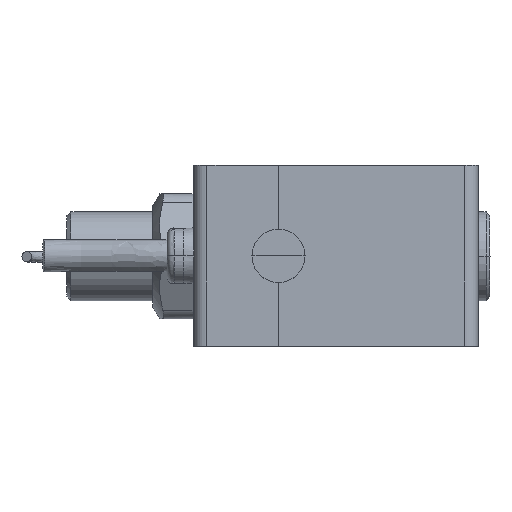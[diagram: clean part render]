
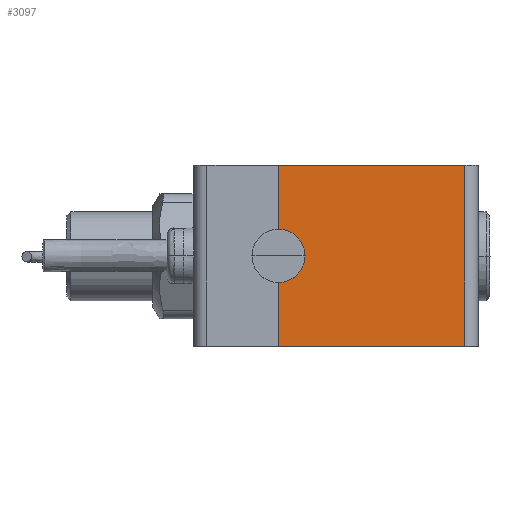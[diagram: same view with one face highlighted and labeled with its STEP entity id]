
A CAD part, top view. The second image highlights one B-rep face of the part: STEP entity #3097.
In plain terms, the highlighted planar face has unit normal (0, 0, 1).
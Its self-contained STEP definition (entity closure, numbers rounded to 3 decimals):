
#259=PLANE($,#3414);
#517=FACE_OUTER_BOUND($,#715,.T.);
#715=EDGE_LOOP($,(#2801,#2802,#2803,#2804));
#1016=LINE($,#6387,#1201);
#1028=LINE($,#6423,#1213);
#1030=LINE($,#6426,#1215);
#1031=LINE($,#6427,#1216);
#1201=VECTOR($,#4146,68.);
#1213=VECTOR($,#4182,68.);
#1215=VECTOR($,#4186,70.);
#1216=VECTOR($,#4187,70.);
#1488=VERTEX_POINT($,#6381);
#1490=VERTEX_POINT($,#6385);
#1501=VERTEX_POINT($,#6420);
#1502=VERTEX_POINT($,#6422);
#1924=EDGE_CURVE($,#1488,#1490,#1016,.T.);
#1942=EDGE_CURVE($,#1502,#1501,#1028,.T.);
#1944=EDGE_CURVE($,#1488,#1501,#1030,.T.);
#1945=EDGE_CURVE($,#1502,#1490,#1031,.T.);
#2801=ORIENTED_EDGE($,*,*,#1944,.F.);
#2802=ORIENTED_EDGE($,*,*,#1924,.T.);
#2803=ORIENTED_EDGE($,*,*,#1945,.F.);
#2804=ORIENTED_EDGE($,*,*,#1942,.T.);
#3097=ADVANCED_FACE($,(#517),#259,.T.);
#3414=AXIS2_PLACEMENT_3D($,#6425,#4184,#4185);
#4146=DIRECTION($,(0.,1.,0.));
#4182=DIRECTION($,(0.,-1.,0.));
#4184=DIRECTION('center_axis',(0.,0.,1.));
#4185=DIRECTION('ref_axis',(0.,1.,0.));
#4186=DIRECTION($,(-1.,0.,0.));
#4187=DIRECTION($,(1.,0.,0.));
#6381=CARTESIAN_POINT('',(70.,-34.,104.5));
#6385=CARTESIAN_POINT('',(70.,34.,104.5));
#6387=CARTESIAN_POINT($,(70.,-34.,104.5));
#6420=CARTESIAN_POINT('',(0.,-34.,104.5));
#6422=CARTESIAN_POINT('',(0.,34.,104.5));
#6423=CARTESIAN_POINT($,(0.,34.,104.5));
#6425=CARTESIAN_POINT('Origin',(70.,-34.,104.5));
#6426=CARTESIAN_POINT($,(70.,-34.,104.5));
#6427=CARTESIAN_POINT($,(0.,34.,104.5));
